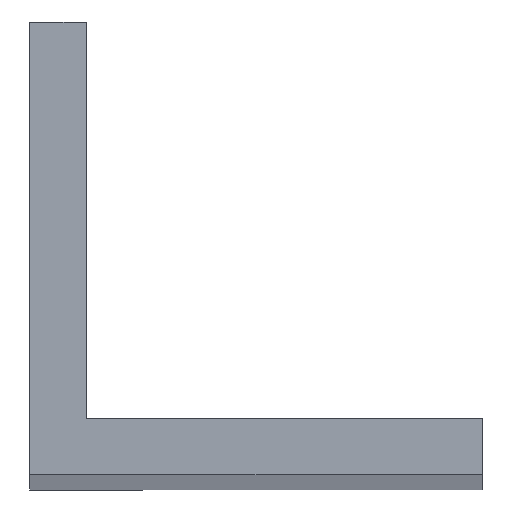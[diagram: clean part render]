
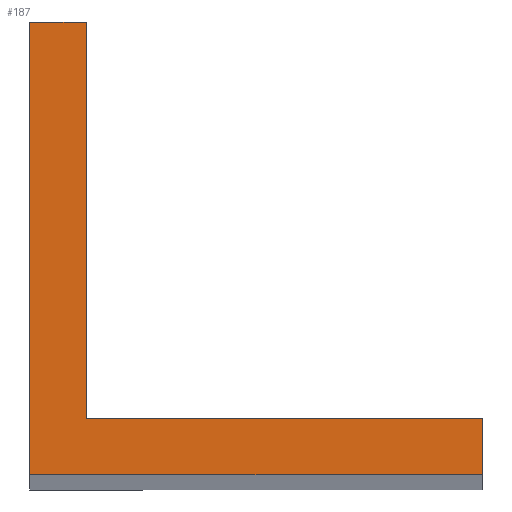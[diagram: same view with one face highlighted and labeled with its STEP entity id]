
A CAD part, top view. The second image highlights one B-rep face of the part: STEP entity #187.
In plain terms, the highlighted planar face has unit normal (0, 0, 1).
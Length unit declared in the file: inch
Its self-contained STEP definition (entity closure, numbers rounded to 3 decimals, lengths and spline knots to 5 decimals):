
#17=LINE('',#277,#35);
#20=LINE('',#283,#38);
#23=LINE('',#289,#41);
#26=LINE('',#295,#44);
#29=LINE('',#301,#47);
#32=LINE('',#305,#50);
#35=VECTOR('',#229,0.3937);
#38=VECTOR('',#234,0.3937);
#41=VECTOR('',#239,0.3937);
#44=VECTOR('',#244,0.3937);
#47=VECTOR('',#249,0.3937);
#50=VECTOR('',#254,0.3937);
#57=PLANE('',#209);
#73=FACE_OUTER_BOUND('',#89,.T.);
#89=EDGE_LOOP('',(#165,#166,#167,#168,#169,#170));
#101=VERTEX_POINT('',#274);
#102=VERTEX_POINT('',#276);
#104=VERTEX_POINT('',#282);
#106=VERTEX_POINT('',#288);
#108=VERTEX_POINT('',#294);
#110=VERTEX_POINT('',#300);
#117=EDGE_CURVE('',#102,#101,#17,.T.);
#120=EDGE_CURVE('',#104,#102,#20,.T.);
#123=EDGE_CURVE('',#106,#104,#23,.T.);
#126=EDGE_CURVE('',#108,#106,#26,.T.);
#129=EDGE_CURVE('',#110,#108,#29,.T.);
#132=EDGE_CURVE('',#101,#110,#32,.T.);
#165=ORIENTED_EDGE('',*,*,#132,.T.);
#166=ORIENTED_EDGE('',*,*,#129,.T.);
#167=ORIENTED_EDGE('',*,*,#126,.T.);
#168=ORIENTED_EDGE('',*,*,#123,.T.);
#169=ORIENTED_EDGE('',*,*,#120,.T.);
#170=ORIENTED_EDGE('',*,*,#117,.T.);
#187=ADVANCED_FACE('',(#73),#57,.T.);
#209=AXIS2_PLACEMENT_3D('',#306,#255,#256);
#229=DIRECTION('',(0.,-1.,0.));
#234=DIRECTION('',(-1.,0.,0.));
#239=DIRECTION('',(0.,1.,0.));
#244=DIRECTION('',(-1.,0.,0.));
#249=DIRECTION('',(0.,1.,0.));
#254=DIRECTION('',(1.,0.,0.));
#255=DIRECTION('center_axis',(0.,0.,1.));
#256=DIRECTION('ref_axis',(1.,0.,0.));
#274=CARTESIAN_POINT('',(0.,0.,19.375));
#276=CARTESIAN_POINT('',(0.,1.,19.375));
#277=CARTESIAN_POINT('',(0.,1.,19.375));
#282=CARTESIAN_POINT('',(0.125,1.,19.375));
#283=CARTESIAN_POINT('',(0.125,1.,19.375));
#288=CARTESIAN_POINT('',(0.125,0.125,19.375));
#289=CARTESIAN_POINT('',(0.125,0.125,19.375));
#294=CARTESIAN_POINT('',(1.,0.125,19.375));
#295=CARTESIAN_POINT('',(1.,0.125,19.375));
#300=CARTESIAN_POINT('',(1.,0.,19.375));
#301=CARTESIAN_POINT('',(1.,0.,19.375));
#305=CARTESIAN_POINT('',(0.,0.,19.375));
#306=CARTESIAN_POINT('Origin',(0.30859,0.30859,19.375));
